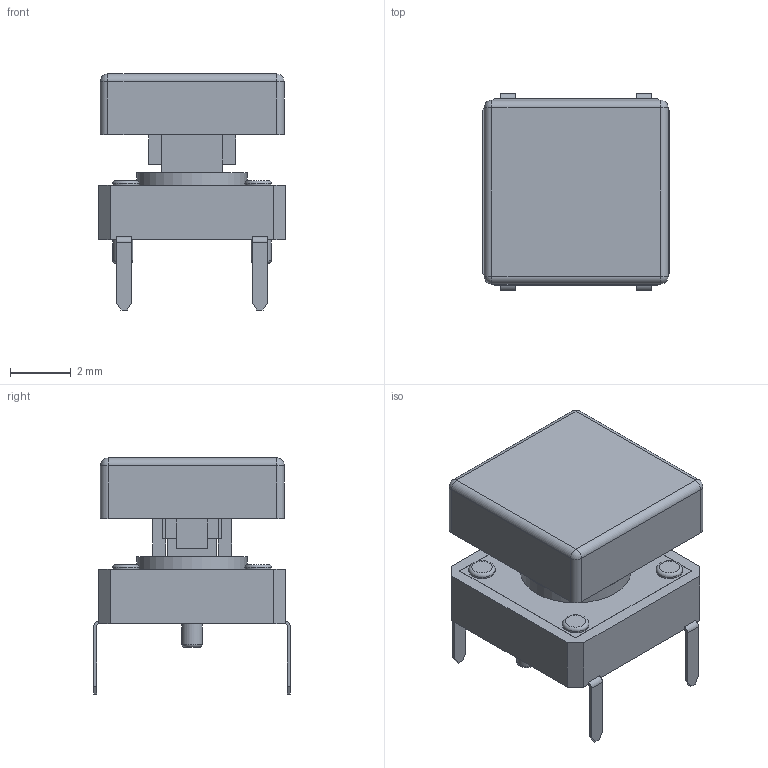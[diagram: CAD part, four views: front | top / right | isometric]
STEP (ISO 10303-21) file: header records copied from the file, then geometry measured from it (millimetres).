
FILE_DESCRIPTION(/* description */ (''),/* implementation_level */ '2;1');
FILE_NAME(/* name */ 'Omron 12x12 button_v1.step',/* time_stamp */ '2025-03-29T15:11:52+01:00',/* author */ (''),/* organization */ (''),/* preprocessor_version */ 'ST-DEVELOPER v20.1',/* originating_system */ 'Autodesk Translation Framework v14.4.0.0',/* authorisation */ '');
FILE_SCHEMA (('AUTOMOTIVE_DESIGN { 1 0 10303 214 3 1 1 }'));
Length unit declared in the file: millimetre
Products named in the file (4): Omron 12x12 button; Buton-1212_capac-intermediar; Buton-1212_capac; Buton-1212_Baza
Assembly tree (3 placements, depth 2):
  Omron 12x12 button
    Buton-1212_capac-intermediar
    Buton-1212_capac
    Buton-1212_Baza
Bounding box: 6.14 x 6.45 x 7.76 mm (x, y, z)
Volume: 131.5 mm3; surface area: 445.3 mm2
Topology: 7 solids, 7 shells, 157 faces, 354 edges, 228 vertices
Faces by surface type: plane 107, cylinder 36, sphere 8, torus 6
Full cylindrical faces by diameter (mm): 0.666 x2, 0.87 x5, 3.635 x1
Entity records: 4542 total; most frequent: DIRECTION 772, CARTESIAN_POINT 746, ORIENTED_EDGE 708, EDGE_CURVE 354, LINE 264, VECTOR 264, AXIS2_PLACEMENT_3D 254, VERTEX_POINT 228
